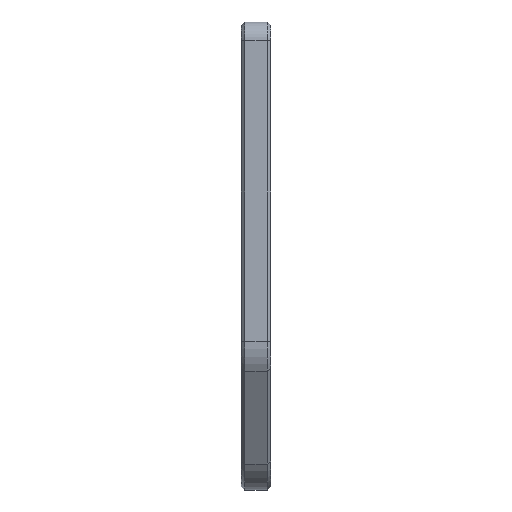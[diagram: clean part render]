
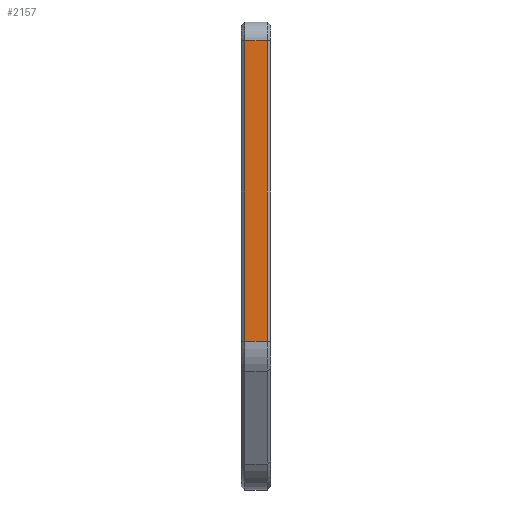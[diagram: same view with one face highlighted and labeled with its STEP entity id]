
A CAD part, left-side view. The second image highlights one B-rep face of the part: STEP entity #2157.
In plain terms, the highlighted planar face has unit normal (-1, 0, 0).
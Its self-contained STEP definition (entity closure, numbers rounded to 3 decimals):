
#651 = VERTEX_POINT('',#652);
#652 = CARTESIAN_POINT('',(-37.5,3.,45.));
#700 = VERTEX_POINT('',#701);
#701 = CARTESIAN_POINT('',(-37.5,3.,-35.648));
#707 = EDGE_CURVE('',#651,#700,#708,.T.);
#708 = LINE('',#709,#710);
#709 = CARTESIAN_POINT('',(-37.5,3.,45.));
#710 = VECTOR('',#711,1.);
#711 = DIRECTION('',(0.,0.,-1.));
#2112 = EDGE_CURVE('',#651,#2113,#2115,.T.);
#2113 = VERTEX_POINT('',#2114);
#2114 = CARTESIAN_POINT('',(-37.5,-3.,45.));
#2115 = LINE('',#2116,#2117);
#2116 = CARTESIAN_POINT('',(-37.5,4.,45.));
#2117 = VECTOR('',#2118,1.);
#2118 = DIRECTION('',(0.,-1.,0.));
#2157 = ADVANCED_FACE('',(#2158),#2176,.F.);
#2158 = FACE_BOUND('',#2159,.F.);
#2159 = EDGE_LOOP('',(#2160,#2168,#2169,#2170));
#2160 = ORIENTED_EDGE('',*,*,#2161,.F.);
#2161 = EDGE_CURVE('',#700,#2162,#2164,.T.);
#2162 = VERTEX_POINT('',#2163);
#2163 = CARTESIAN_POINT('',(-37.5,-3.,-35.648));
#2164 = LINE('',#2165,#2166);
#2165 = CARTESIAN_POINT('',(-37.5,4.,-35.648));
#2166 = VECTOR('',#2167,1.);
#2167 = DIRECTION('',(0.,-1.,0.));
#2168 = ORIENTED_EDGE('',*,*,#707,.F.);
#2169 = ORIENTED_EDGE('',*,*,#2112,.T.);
#2170 = ORIENTED_EDGE('',*,*,#2171,.T.);
#2171 = EDGE_CURVE('',#2113,#2162,#2172,.T.);
#2172 = LINE('',#2173,#2174);
#2173 = CARTESIAN_POINT('',(-37.5,-3.,45.));
#2174 = VECTOR('',#2175,1.);
#2175 = DIRECTION('',(0.,0.,-1.));
#2176 = PLANE('',#2177);
#2177 = AXIS2_PLACEMENT_3D('',#2178,#2179,#2180);
#2178 = CARTESIAN_POINT('',(-37.5,4.,50.));
#2179 = DIRECTION('',(1.,0.,0.));
#2180 = DIRECTION('',(0.,0.,-1.));
